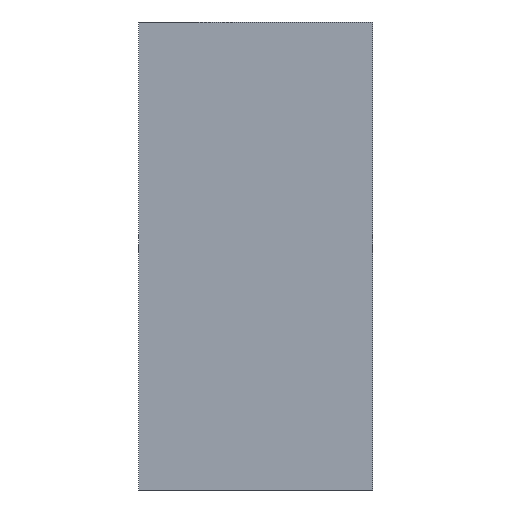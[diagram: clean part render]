
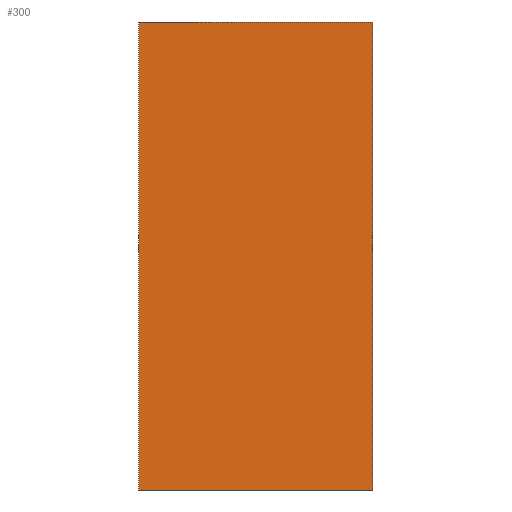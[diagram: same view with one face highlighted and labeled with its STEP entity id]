
A CAD part, left-side view. The second image highlights one B-rep face of the part: STEP entity #300.
In plain terms, the highlighted planar face has unit normal (-1, 0, 0).
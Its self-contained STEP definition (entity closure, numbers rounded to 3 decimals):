
#6 = CARTESIAN_POINT ( 'NONE',  ( -0.5, 0.125, 0.82 ) ) ;
#7 = CARTESIAN_POINT ( 'NONE',  ( -0.5, 0.125, 0. ) ) ;
#8 = VECTOR ( 'NONE', #405, 1000. ) ;
#34 = ORIENTED_EDGE ( 'NONE', *, *, #280, .T. ) ;
#39 = VERTEX_POINT ( 'NONE', #391 ) ;
#72 = VERTEX_POINT ( 'NONE', #302 ) ;
#78 = DIRECTION ( 'NONE',  ( 0., 0., -1. ) ) ;
#107 = ORIENTED_EDGE ( 'NONE', *, *, #297, .T. ) ;
#112 = VERTEX_POINT ( 'NONE', #246 ) ;
#117 = DIRECTION ( 'NONE',  ( 0., -1., 0. ) ) ;
#159 = PLANE ( 'NONE',  #392 ) ;
#217 = VECTOR ( 'NONE', #117, 1000. ) ;
#233 = CARTESIAN_POINT ( 'NONE',  ( -0.5, 0.125, 0.5 ) ) ;
#236 = DIRECTION ( 'NONE',  ( 0., 0., -1. ) ) ;
#246 = CARTESIAN_POINT ( 'NONE',  ( -0.5, -0.125, 0.5 ) ) ;
#256 = VERTEX_POINT ( 'NONE', #532 ) ;
#280 = EDGE_CURVE ( 'NONE', #39, #72, #368, .T. ) ;
#294 = EDGE_CURVE ( 'NONE', #39, #112, #447, .T. ) ;
#297 = EDGE_CURVE ( 'NONE', #72, #256, #523, .T. ) ;
#300 = ADVANCED_FACE ( 'NONE', ( #512 ), #159, .F. ) ;
#301 = EDGE_CURVE ( 'NONE', #112, #256, #424, .T. ) ;
#302 = CARTESIAN_POINT ( 'NONE',  ( -0.5, 0.125, 0. ) ) ;
#327 = CARTESIAN_POINT ( 'NONE',  ( -0.5, -0.125, 0.82 ) ) ;
#338 = VECTOR ( 'NONE', #78, 1000. ) ;
#368 = LINE ( 'NONE', #6, #8 ) ;
#391 = CARTESIAN_POINT ( 'NONE',  ( -0.5, 0.125, 0.5 ) ) ;
#392 = AXIS2_PLACEMENT_3D ( 'NONE', #435, #471, #236 ) ;
#405 = DIRECTION ( 'NONE',  ( 0., 0., -1. ) ) ;
#412 = ORIENTED_EDGE ( 'NONE', *, *, #294, .F. ) ;
#424 = LINE ( 'NONE', #327, #338 ) ;
#431 = EDGE_LOOP ( 'NONE', ( #412, #34, #107, #510 ) ) ;
#434 = DIRECTION ( 'NONE',  ( 0., -1., 0. ) ) ;
#435 = CARTESIAN_POINT ( 'NONE',  ( -0.5, 0.125, 0.82 ) ) ;
#436 = VECTOR ( 'NONE', #434, 1000. ) ;
#447 = LINE ( 'NONE', #233, #436 ) ;
#471 = DIRECTION ( 'NONE',  ( 1., 0., 0. ) ) ;
#510 = ORIENTED_EDGE ( 'NONE', *, *, #301, .F. ) ;
#512 = FACE_OUTER_BOUND ( 'NONE', #431, .T. ) ;
#523 = LINE ( 'NONE', #7, #217 ) ;
#532 = CARTESIAN_POINT ( 'NONE',  ( -0.5, -0.125, 0. ) ) ;
